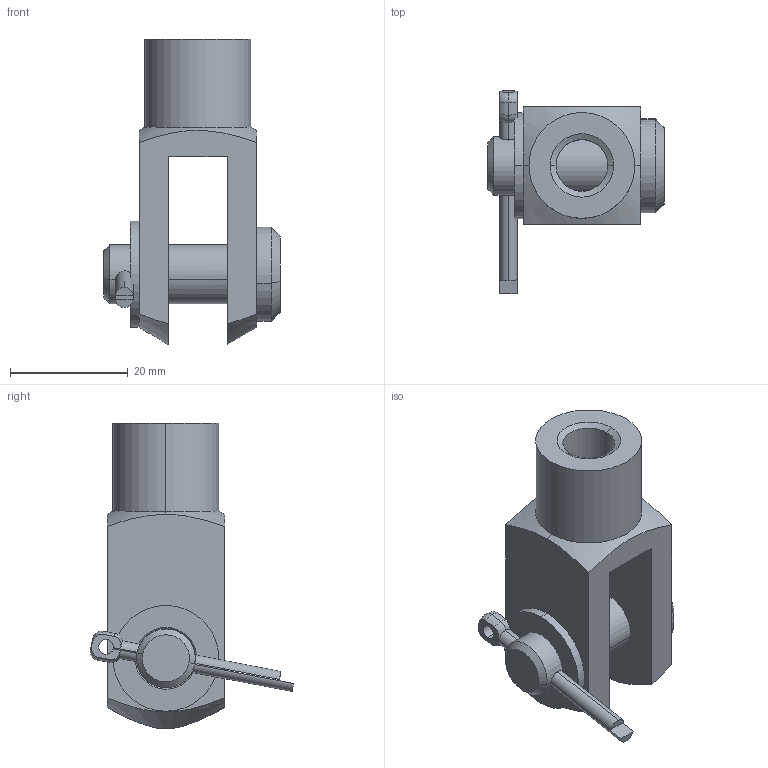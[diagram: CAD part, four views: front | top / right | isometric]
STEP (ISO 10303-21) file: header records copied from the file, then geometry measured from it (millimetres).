
FILE_DESCRIPTION (( 'STEP AP214' ), '1' );
FILE_NAME ('RD001393_SP.STEP', '2018-09-17T15:21:10', ( '' ), ( '' ), 'SwSTEP 2.0', 'SolidWorks 2018', '' );
FILE_SCHEMA (( 'AUTOMOTIVE_DESIGN' ));
Length unit declared in the file: millimetre
Products named in the file (1): RD001393_SP
Bounding box: 30 x 34.57 x 51.99 mm (x, y, z)
Volume: 12777 mm3; surface area: 7747.4 mm2
Topology: 4 solids, 4 shells, 67 faces, 161 edges, 101 vertices
Faces by surface type: cylinder 27, plane 20, cone 14, torus 6
Entity records: 3072 total; most frequent: CARTESIAN_POINT 688, DIRECTION 338, ORIENTED_EDGE 322, EDGE_CURVE 161, AXIS2_PLACEMENT_3D 137, VERTEX_POINT 101, EDGE_LOOP 76, UNCERTAINTY_MEASURE_WITH_UNIT 73
